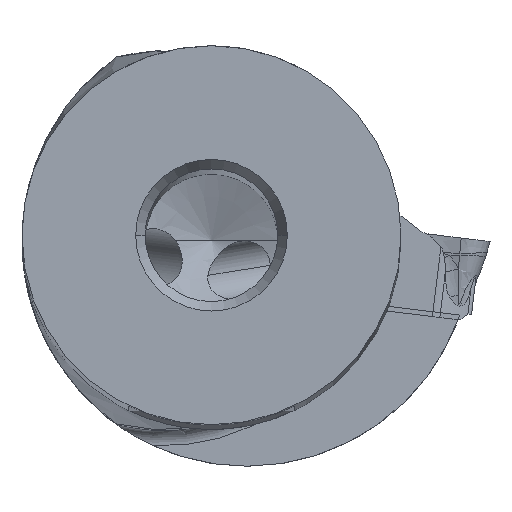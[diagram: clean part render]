
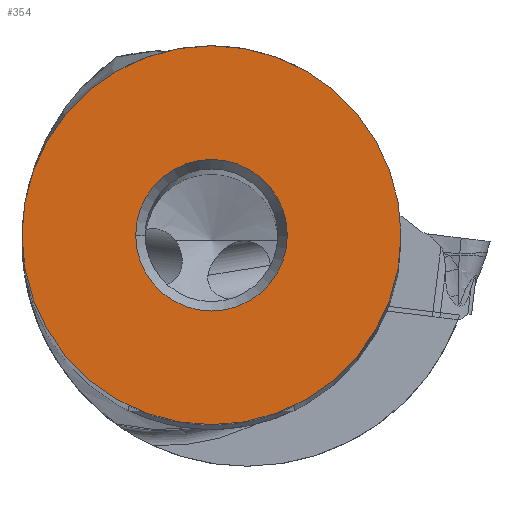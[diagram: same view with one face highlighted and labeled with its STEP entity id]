
A CAD part, top view. The second image highlights one B-rep face of the part: STEP entity #354.
In plain terms, the highlighted planar face has unit normal (0, 0, 1).
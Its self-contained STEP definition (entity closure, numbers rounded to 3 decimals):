
#49=FACE_BOUND('',#743,.T.);
#50=FACE_BOUND('',#744,.T.);
#354=ADVANCED_FACE('',(#49,#50),#412,.F.);
#412=PLANE('',#3616);
#743=EDGE_LOOP('',(#1649,#1650));
#744=EDGE_LOOP('',(#1651,#1652));
#1649=ORIENTED_EDGE('',*,*,#2513,.F.);
#1650=ORIENTED_EDGE('',*,*,#2507,.F.);
#1651=ORIENTED_EDGE('',*,*,#2518,.F.);
#1652=ORIENTED_EDGE('',*,*,#2519,.F.);
#2035=VERTEX_POINT('',#9707);
#2036=VERTEX_POINT('',#9709);
#2045=VERTEX_POINT('',#9731);
#2046=VERTEX_POINT('',#9732);
#2507=EDGE_CURVE('',#2035,#2036,#2880,.T.);
#2513=EDGE_CURVE('',#2036,#2035,#2881,.T.);
#2518=EDGE_CURVE('',#2045,#2046,#2882,.T.);
#2519=EDGE_CURVE('',#2046,#2045,#2883,.T.);
#2880=CIRCLE('',#3606,10.);
#2881=CIRCLE('',#3610,10.);
#2882=CIRCLE('',#3614,4.);
#2883=CIRCLE('',#3615,4.);
#3606=AXIS2_PLACEMENT_3D('',#9708,#4256,#4257);
#3610=AXIS2_PLACEMENT_3D('',#9720,#4267,#4268);
#3614=AXIS2_PLACEMENT_3D('',#9730,#4277,#4278);
#3615=AXIS2_PLACEMENT_3D('',#9733,#4279,#4280);
#3616=AXIS2_PLACEMENT_3D('',#9734,#4281,#4282);
#4256=DIRECTION('',(0.,0.,-1.));
#4257=DIRECTION('',(-1.,0.,0.));
#4267=DIRECTION('',(0.,0.,-1.));
#4268=DIRECTION('',(1.,0.,0.));
#4277=DIRECTION('',(0.,0.,1.));
#4278=DIRECTION('',(1.,0.,0.));
#4279=DIRECTION('',(0.,0.,1.));
#4280=DIRECTION('',(-1.,0.,0.));
#4281=DIRECTION('',(0.,0.,-1.));
#4282=DIRECTION('',(-1.,0.,0.));
#9707=CARTESIAN_POINT('',(-10.,0.,0.));
#9708=CARTESIAN_POINT('',(0.,0.,0.));
#9709=CARTESIAN_POINT('',(10.,0.,0.));
#9720=CARTESIAN_POINT('',(0.,0.,0.));
#9730=CARTESIAN_POINT('',(0.,0.,0.));
#9731=CARTESIAN_POINT('',(4.,0.,0.));
#9732=CARTESIAN_POINT('',(-4.,0.,0.));
#9733=CARTESIAN_POINT('',(0.,0.,0.));
#9734=CARTESIAN_POINT('',(0.,0.,0.));
